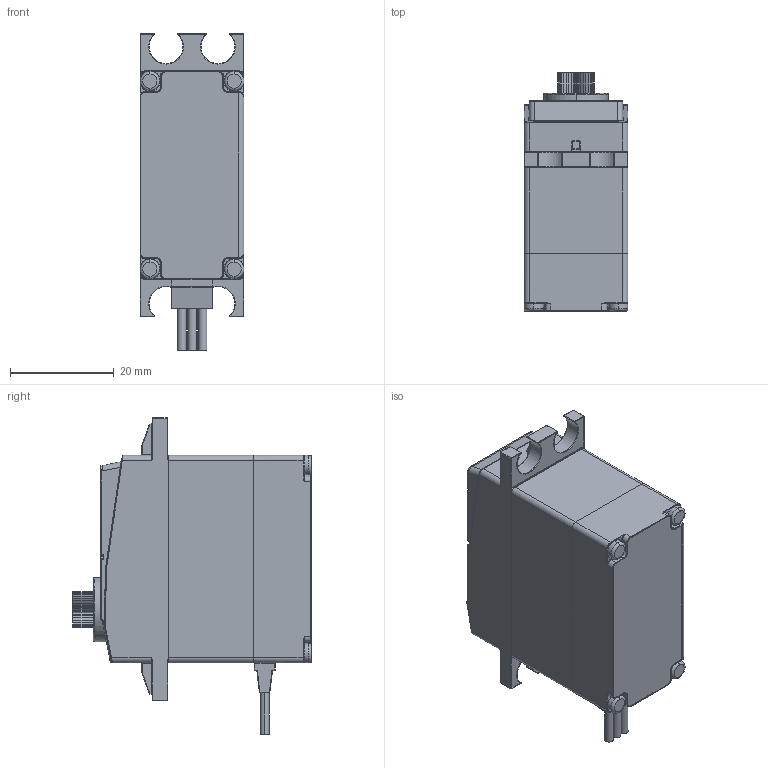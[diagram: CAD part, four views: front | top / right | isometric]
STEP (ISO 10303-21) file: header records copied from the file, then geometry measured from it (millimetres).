
FILE_DESCRIPTION (( 'STEP AP214' ), '1' );
FILE_NAME ('DS3225MG 25KG.STEP', '2025-04-24T11:56:49', ( 'INES' ), ( '' ), 'SwSTEP 2.0', 'SolidWorks 2023', '' );
FILE_SCHEMA (( 'AUTOMOTIVE_DESIGN' ));
Length unit declared in the file: millimetre
Products named in the file (1): DS3225MG 25KG
Bounding box: 20 x 46 x 61 mm (x, y, z)
Volume: 32834.2 mm3; surface area: 7544 mm2
Topology: 2 solids, 2 shells, 778 faces, 1899 edges, 1062 vertices
Faces by surface type: cylinder 290, plane 232, torus 108, bspline 92, sphere 56
Entity records: 26554 total; most frequent: CARTESIAN_POINT 9258, ORIENTED_EDGE 3650, DIRECTION 3582, EDGE_CURVE 1825, AXIS2_PLACEMENT_3D 1326, VERTEX_POINT 1056, VECTOR 930, LINE 930
